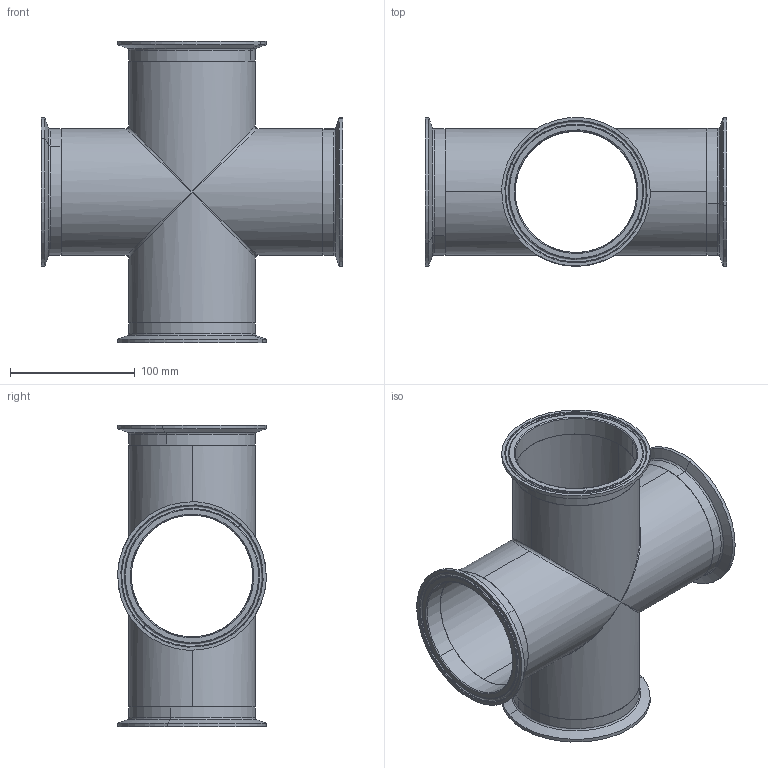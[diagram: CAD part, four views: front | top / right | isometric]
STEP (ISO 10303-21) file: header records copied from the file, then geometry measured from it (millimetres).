
FILE_DESCRIPTION (( 'STEP AP214' ), '1' );
FILE_NAME ('DT18C 101.6 B.STEP', '2014-03-17T06:25:12', ( '' ), ( '' ), 'SwSTEP 2.0', 'SolidWorks 2013', '' );
FILE_SCHEMA (( 'AUTOMOTIVE_DESIGN' ));
Length unit declared in the file: inch
Products named in the file (3): DT18C 101.6 B; DT18C 101.6; 18C 101.6
Assembly tree (5 placements, depth 2):
  DT18C 101.6 B
    DT18C 101.6
    18C 101.6  x4
Bounding box: 241.4 x 118.92 x 241.4 mm (x, y, z)
Volume: 282167.7 mm3; surface area: 252668.8 mm2
Topology: 5 solids, 5 shells, 128 faces, 280 edges, 148 vertices
Faces by surface type: cylinder 40, torus 40, cone 24, plane 16, bspline 8
Entity records: 2354 total; most frequent: CARTESIAN_POINT 1143, DIRECTION 242, ORIENTED_EDGE 228, EDGE_CURVE 114, AXIS2_PLACEMENT_3D 107, VERTEX_POINT 64, EDGE_LOOP 60, CIRCLE 54
